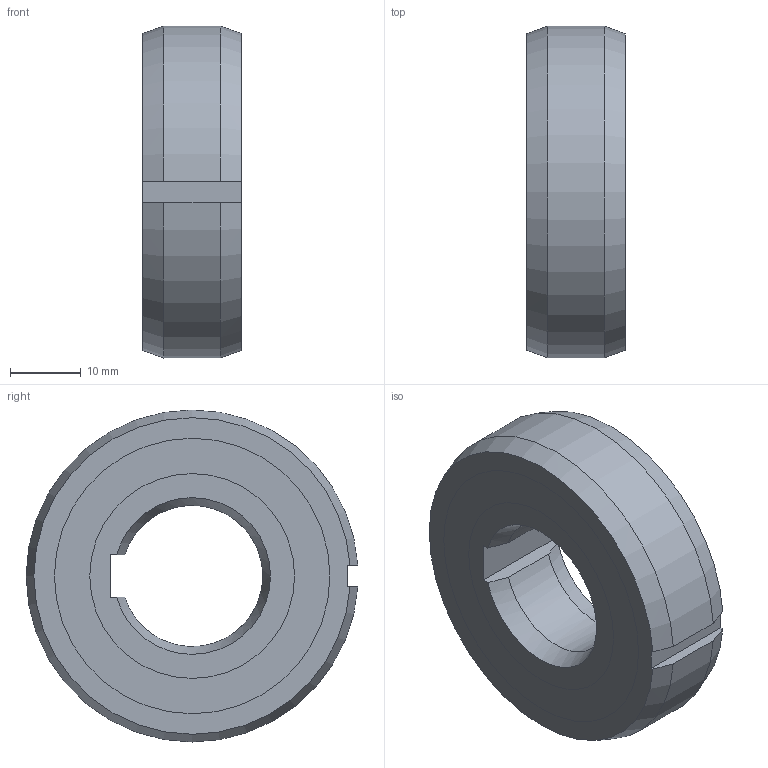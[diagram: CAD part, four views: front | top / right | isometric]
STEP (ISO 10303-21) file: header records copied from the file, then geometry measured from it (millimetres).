
FILE_DESCRIPTION((''),'2;1');
FILE_NAME('FREILAUF_CSK20-PP_ASM','2025-05-08T13:11:36',('Administrator'),(''),'CREO PARAMETRIC BY PTC INC, 2020414','CREO PARAMETRIC BY PTC INC, 2020414','');
FILE_SCHEMA(('AUTOMOTIVE_DESIGN { 1 0 10303 214 1 1 1 1 }'));
Length unit declared in the file: millimetre
Products named in the file (11): MANIFOLD_SOLID_BREP_396; MANIFOLD_SOLID_BREP_792; RILLENLAGER_CSK20-PP_NICO_1_ASM; KUGEL_CSK20_NICO_1; RILLENKUGELLAGER_CSK20-PP_NICO__ASM; KAEFIG_CSK20_NICO_1; KLEMMKOERPER_CSK_C08-6_5_NICO_1; DECKSCHEIBE_CSK20_NICO_1; SCHEIBE_CSK20_NICO_1; FREILAUF_CSK20-PP_NICO_ASM_1_ASM; FREILAUF_CSK20-PP_ASM
Assembly tree (17 placements, depth 5):
  FREILAUF_CSK20-PP_ASM
    FREILAUF_CSK20-PP_NICO_ASM_1_ASM
      RILLENKUGELLAGER_CSK20-PP_NICO__ASM
        RILLENLAGER_CSK20-PP_NICO_1_ASM
          MANIFOLD_SOLID_BREP_396
          MANIFOLD_SOLID_BREP_792
        KUGEL_CSK20_NICO_1  x4
      KAEFIG_CSK20_NICO_1
      KLEMMKOERPER_CSK_C08-6_5_NICO_1  x4
      DECKSCHEIBE_CSK20_NICO_1
      SCHEIBE_CSK20_NICO_1  x2
Bounding box: 14 x 46.95 x 47 mm (x, y, z)
Volume: 17693.7 mm3; surface area: 15699 mm2
Topology: 14 solids, 14 shells, 120 faces, 344 edges, 224 vertices
Faces by surface type: plane 61, cylinder 26, sphere 25, cone 4, torus 4
Entity records: 4085 total; most frequent: CARTESIAN_POINT 975, DIRECTION 591, ORIENTED_EDGE 478, AXIS2_PLACEMENT_3D 250, EDGE_CURVE 239, VERTEX_POINT 168, CIRCLE 116, COLOUR_RGB 114
